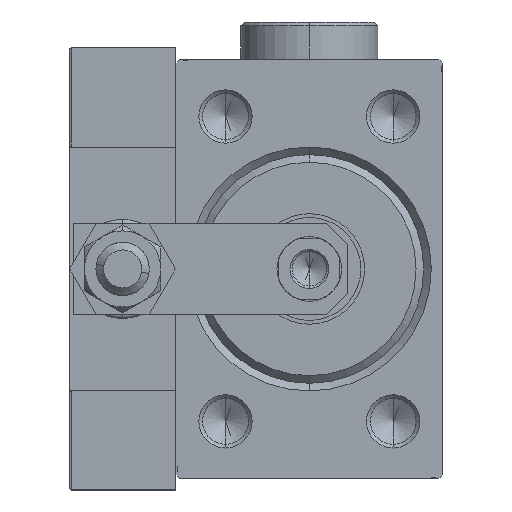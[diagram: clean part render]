
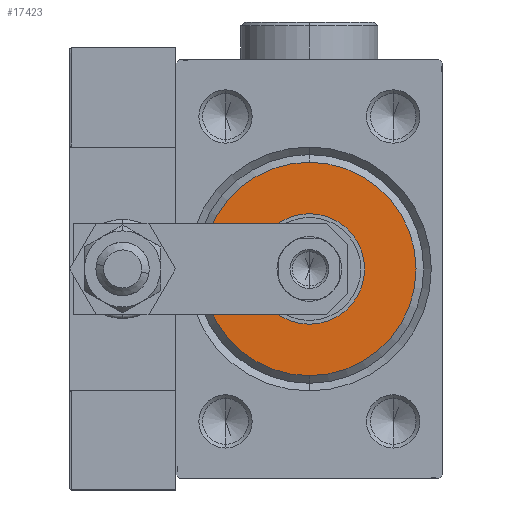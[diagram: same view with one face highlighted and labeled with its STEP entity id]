
A CAD part, left-side view. The second image highlights one B-rep face of the part: STEP entity #17423.
In plain terms, the highlighted face is planar.
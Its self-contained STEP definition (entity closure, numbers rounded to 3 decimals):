
#622 = DIRECTION ( 'NONE',  ( 1., 0., 0. ) ) ;
#4549 = FACE_BOUND ( 'NONE', #39004, .T. ) ;
#5121 = DIRECTION ( 'NONE',  ( 0., 0., -1. ) ) ;
#5714 = CIRCLE ( 'NONE', #44727, 7.25 ) ;
#6097 = AXIS2_PLACEMENT_3D ( 'NONE', #29950, #9230, #21177 ) ;
#8679 = CIRCLE ( 'NONE', #10387, 7.25 ) ;
#9230 = DIRECTION ( 'NONE',  ( 1., 0., 0. ) ) ;
#10387 = AXIS2_PLACEMENT_3D ( 'NONE', #29840, #622, #5121 ) ;
#11111 = DIRECTION ( 'NONE',  ( 1., 0., 0. ) ) ;
#13301 = FACE_OUTER_BOUND ( 'NONE', #50648, .T. ) ;
#13582 = DIRECTION ( 'NONE',  ( 1., 0., 0. ) ) ;
#14158 = EDGE_CURVE ( 'NONE', #29678, #23458, #5714, .T. ) ;
#15606 = CARTESIAN_POINT ( 'NONE',  ( 3., 0., 0. ) ) ;
#17423 = ADVANCED_FACE ( 'NONE', ( #13301, #4549 ), #44917, .T. ) ;
#17467 = ORIENTED_EDGE ( 'NONE', *, *, #25549, .F. ) ;
#17604 = CARTESIAN_POINT ( 'NONE',  ( 3., 0., -7.25 ) ) ;
#17820 = DIRECTION ( 'NONE',  ( 0., 0., -1. ) ) ;
#19905 = EDGE_CURVE ( 'NONE', #34353, #51722, #49158, .T. ) ;
#20250 = AXIS2_PLACEMENT_3D ( 'NONE', #29271, #37221, #33755 ) ;
#21177 = DIRECTION ( 'NONE',  ( 0., 0., -1. ) ) ;
#21180 = AXIS2_PLACEMENT_3D ( 'NONE', #15606, #11111, #27595 ) ;
#22102 = CARTESIAN_POINT ( 'NONE',  ( 3., 0., -14. ) ) ;
#23458 = VERTEX_POINT ( 'NONE', #37721 ) ;
#25549 = EDGE_CURVE ( 'NONE', #23458, #29678, #8679, .T. ) ;
#25563 = CARTESIAN_POINT ( 'NONE',  ( 3., 0., 0. ) ) ;
#27322 = CIRCLE ( 'NONE', #6097, 14. ) ;
#27595 = DIRECTION ( 'NONE',  ( 0., 0., -1. ) ) ;
#27608 = ORIENTED_EDGE ( 'NONE', *, *, #19905, .T. ) ;
#27966 = ORIENTED_EDGE ( 'NONE', *, *, #14158, .F. ) ;
#29271 = CARTESIAN_POINT ( 'NONE',  ( 3., 0., 0. ) ) ;
#29678 = VERTEX_POINT ( 'NONE', #17604 ) ;
#29840 = CARTESIAN_POINT ( 'NONE',  ( 3., 0., 0. ) ) ;
#29950 = CARTESIAN_POINT ( 'NONE',  ( 3., 0., 0. ) ) ;
#33755 = DIRECTION ( 'NONE',  ( 0., 0., -1. ) ) ;
#34353 = VERTEX_POINT ( 'NONE', #22102 ) ;
#37221 = DIRECTION ( 'NONE',  ( 1., 0., 0. ) ) ;
#37721 = CARTESIAN_POINT ( 'NONE',  ( 3., 0., 7.25 ) ) ;
#39004 = EDGE_LOOP ( 'NONE', ( #27966, #17467 ) ) ;
#40444 = EDGE_CURVE ( 'NONE', #51722, #34353, #27322, .T. ) ;
#44567 = ORIENTED_EDGE ( 'NONE', *, *, #40444, .T. ) ;
#44727 = AXIS2_PLACEMENT_3D ( 'NONE', #25563, #13582, #17820 ) ;
#44917 = PLANE ( 'NONE',  #20250 ) ;
#47110 = CARTESIAN_POINT ( 'NONE',  ( 3., 0., 14. ) ) ;
#49158 = CIRCLE ( 'NONE', #21180, 14. ) ;
#50648 = EDGE_LOOP ( 'NONE', ( #44567, #27608 ) ) ;
#51722 = VERTEX_POINT ( 'NONE', #47110 ) ;
